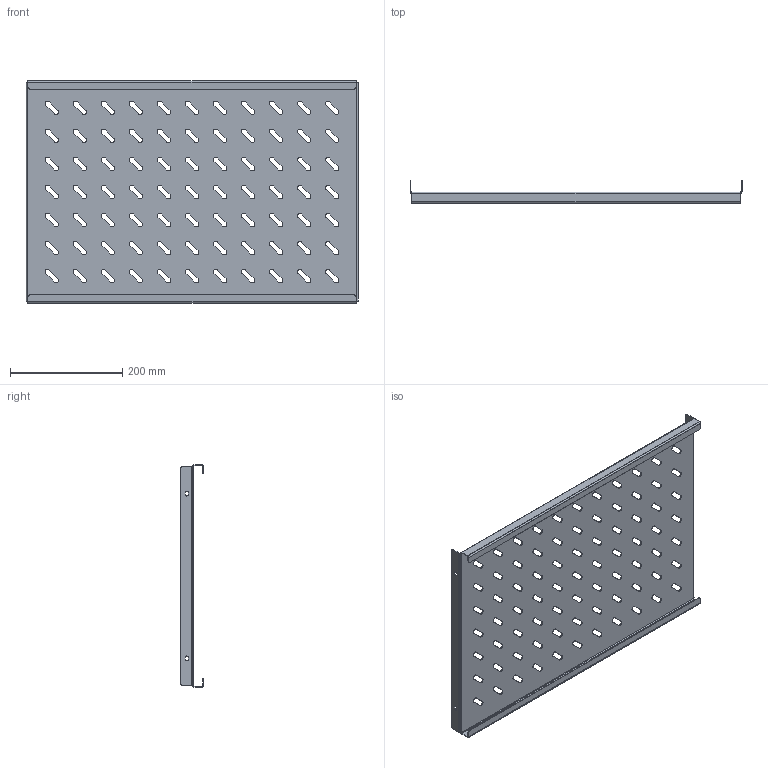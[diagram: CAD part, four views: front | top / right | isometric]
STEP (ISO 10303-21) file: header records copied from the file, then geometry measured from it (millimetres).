
FILE_DESCRIPTION (( 'STEP AP214' ), '1' );
FILE_NAME ('945.276.STEP', '2024-09-20T11:43:37', ( '' ), ( '' ), 'SwSTEP 2.0', 'SolidWorks 2021', '' );
FILE_SCHEMA (( 'AUTOMOTIVE_DESIGN' ));
Length unit declared in the file: millimetre
Products named in the file (1): 945.276
Bounding box: 592 x 41 x 397 mm (x, y, z)
Volume: 400367.8 mm3; surface area: 545377.5 mm2
Topology: 1 solids, 1 shells, 453 faces, 1325 edges, 874 vertices
Faces by surface type: cylinder 259, plane 194
Entity records: 15531 total; most frequent: DIRECTION 2751, CARTESIAN_POINT 2653, ORIENTED_EDGE 2650, EDGE_CURVE 1325, AXIS2_PLACEMENT_3D 972, VERTEX_POINT 874, VECTOR 807, LINE 807
